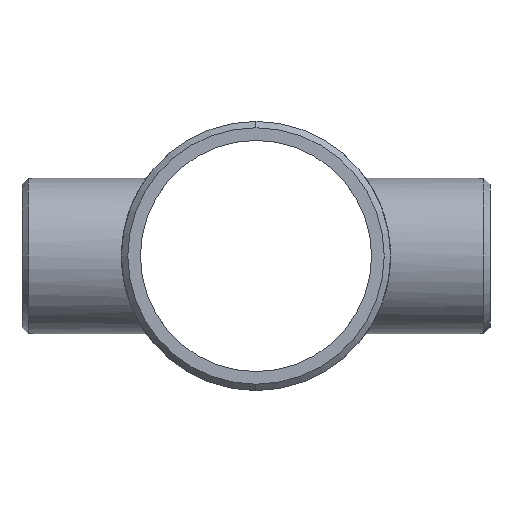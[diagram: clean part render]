
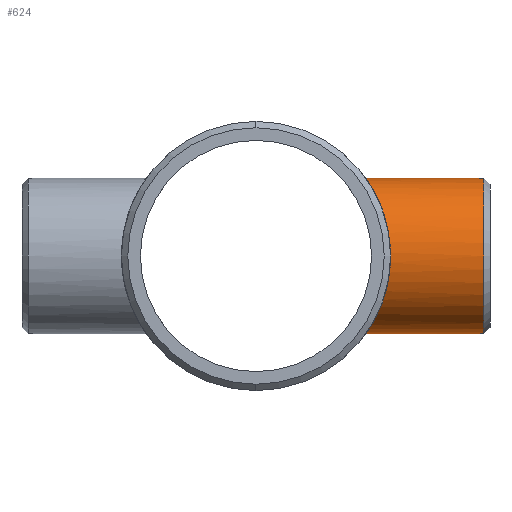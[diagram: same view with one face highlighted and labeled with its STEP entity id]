
A CAD part, left-side view. The second image highlights one B-rep face of the part: STEP entity #624.
In plain terms, the highlighted cylindrical face has radius 21.082 mm (diameter 42.164 mm), a partial arc.
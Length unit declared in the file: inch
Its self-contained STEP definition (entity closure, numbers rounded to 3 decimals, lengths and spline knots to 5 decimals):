
#3 = EDGE_LOOP ( 'NONE', ( #328, #152, #62, #860 ) ) ;
#13 = VERTEX_POINT ( 'NONE', #1172 ) ;
#24 = CARTESIAN_POINT ( 'NONE',  ( 0., -1.17367, -0.83 ) ) ;
#60 = CARTESIAN_POINT ( 'NONE',  ( -0.74368, -1.38934, -0.37257 ) ) ;
#62 = ORIENTED_EDGE ( 'NONE', *, *, #986, .T. ) ;
#63 = CARTESIAN_POINT ( 'NONE',  ( -0.82724, -1.43591, -0.06899 ) ) ;
#67 = CARTESIAN_POINT ( 'NONE',  ( -0.56728, -1.30347, -0.60646 ) ) ;
#73 = CARTESIAN_POINT ( 'NONE',  ( -0.50804, -1.27824, 0.65853 ) ) ;
#77 = LINE ( 'NONE', #1100, #884 ) ;
#113 = DIRECTION ( 'NONE',  ( 0., 1., 0. ) ) ;
#127 = CARTESIAN_POINT ( 'NONE',  ( -0.05602, -1.17469, -0.82857 ) ) ;
#142 = CARTESIAN_POINT ( 'NONE',  ( -0.82309, -1.43352, -0.11043 ) ) ;
#147 = CARTESIAN_POINT ( 'NONE',  ( -0.21916, -1.19368, -0.80102 ) ) ;
#149 = CARTESIAN_POINT ( 'NONE',  ( -0.37125, -1.23079, 0.74283 ) ) ;
#152 = ORIENTED_EDGE ( 'NONE', *, *, #403, .T. ) ;
#154 = CARTESIAN_POINT ( 'NONE',  ( -0.65655, -1.34474, -0.50848 ) ) ;
#160 = CARTESIAN_POINT ( 'NONE',  ( -0.3718, -1.23022, -0.74402 ) ) ;
#171 = LINE ( 'NONE', #437, #1119 ) ;
#202 = DIRECTION ( 'NONE',  ( 0., 1., 0. ) ) ;
#222 = DIRECTION ( 'NONE',  ( 0., 0., -1. ) ) ;
#231 = CARTESIAN_POINT ( 'NONE',  ( -0.77487, -1.40638, 0.29777 ) ) ;
#236 = CARTESIAN_POINT ( 'NONE',  ( -0.19235, -1.18903, 0.80787 ) ) ;
#239 = CARTESIAN_POINT ( 'NONE',  ( -0.76987, -1.40363, 0.31046 ) ) ;
#245 = CARTESIAN_POINT ( 'NONE',  ( -0.77513, -1.40652, -0.2971 ) ) ;
#280 = VERTEX_POINT ( 'NONE', #791 ) ;
#297 = EDGE_CURVE ( 'NONE', #280, #299, #171, .T. ) ;
#299 = VERTEX_POINT ( 'NONE', #24 ) ;
#308 = CARTESIAN_POINT ( 'NONE',  ( 0., -1.17367, 0.83 ) ) ;
#314 = DIRECTION ( 'NONE',  ( 0., 0., -1. ) ) ;
#321 = CARTESIAN_POINT ( 'NONE',  ( -0.19238, -1.18903, -0.80787 ) ) ;
#324 = CARTESIAN_POINT ( 'NONE',  ( -0.80801, -1.42491, -0.19178 ) ) ;
#328 = ORIENTED_EDGE ( 'NONE', *, *, #564, .T. ) ;
#329 = CARTESIAN_POINT ( 'NONE',  ( -0.65705, -1.34499, 0.50784 ) ) ;
#334 = CARTESIAN_POINT ( 'NONE',  ( -0.78896, -1.4142, -0.25814 ) ) ;
#341 = CARTESIAN_POINT ( 'NONE',  ( -0.54764, -1.29501, -0.62426 ) ) ;
#349 = CARTESIAN_POINT ( 'NONE',  ( -0.81895, -1.43114, -0.13774 ) ) ;
#403 = EDGE_CURVE ( 'NONE', #13, #654, #77, .T. ) ;
#420 = CARTESIAN_POINT ( 'NONE',  ( -0.71797, -1.37561, -0.41992 ) ) ;
#424 = CARTESIAN_POINT ( 'NONE',  ( -0.34703, -1.22367, 0.75445 ) ) ;
#432 = CARTESIAN_POINT ( 'NONE',  ( -0.67312, -1.35293, 0.48634 ) ) ;
#437 = CARTESIAN_POINT ( 'NONE',  ( 0., -2.5, -0.83 ) ) ;
#466 = CARTESIAN_POINT ( 'NONE',  ( -0.01402, -1.17367, 0.83 ) ) ;
#494 = CIRCLE ( 'NONE', #735, 0.83 ) ;
#499 = CARTESIAN_POINT ( 'NONE',  ( -0.74346, -1.38922, 0.37297 ) ) ;
#504 = CARTESIAN_POINT ( 'NONE',  ( -0.80099, -1.42093, 0.21926 ) ) ;
#508 = CARTESIAN_POINT ( 'NONE',  ( -0.62262, -1.32851, -0.5495 ) ) ;
#514 = CARTESIAN_POINT ( 'NONE',  ( -0.29736, -1.21052, -0.77537 ) ) ;
#564 = EDGE_CURVE ( 'NONE', #280, #13, #494, .T. ) ;
#572 = CARTESIAN_POINT ( 'NONE',  ( -0.02808, -1.17367, -0.83 ) ) ;
#577 = CARTESIAN_POINT ( 'NONE',  ( 0., -1.17367, -0.83 ) ) ;
#579 = CARTESIAN_POINT ( 'NONE',  ( -0.41841, -1.24582, 0.71732 ) ) ;
#585 = B_SPLINE_CURVE_WITH_KNOTS ( 'NONE', 3,
 ( #308, #466, #1112, #673, #1138, #953, #1040, #236, #1049, #1144, #872, #424, #149, #579, #1148, #73, #965, #764, #688, #329, #432, #685, #499, #239, #231, #681, #781, #504, #946, #1133, #697, #768, #861, #1156, #63, #142, #349, #324, #587, #334, #757, #245, #856, #60, #420, #958, #154, #508, #865, #67, #341, #776, #1055, #597, #160, #514, #750, #147, #321, #951, #834, #127, #572, #577 ),
 .UNSPECIFIED., .F., .F.,
 ( 4, 2, 2, 2, 2, 2, 2, 2, 2, 2, 2, 2, 2, 2, 2, 2, 2, 2, 2, 2, 2, 2, 2, 2, 2, 2, 2, 2, 2, 2, 2, 4 ),
 ( 0.06747, 0.06852, 0.06957, 0.07167, 0.07378, 0.07588, 0.07799, 0.08009, 0.0843, 0.0864, 0.08851, 0.09272, 0.09377, 0.09482, 0.09693, 0.10113, 0.10219, 0.10324, 0.10534, 0.10745, 0.1085, 0.10955, 0.11376, 0.11586, 0.11797, 0.12007, 0.12218, 0.12638, 0.12849, 0.13059, 0.1327, 0.1348 ),
 .UNSPECIFIED. ) ;
#587 = CARTESIAN_POINT ( 'NONE',  ( -0.8012, -1.42105, -0.2185 ) ) ;
#597 = CARTESIAN_POINT ( 'NONE',  ( -0.41857, -1.2454, -0.7187 ) ) ;
#624 = ADVANCED_FACE ( 'NONE', ( #1024 ), #835, .T. ) ;
#647 = CARTESIAN_POINT ( 'NONE',  ( 0., -1.17367, 0.83 ) ) ;
#654 = VERTEX_POINT ( 'NONE', #647 ) ;
#673 = CARTESIAN_POINT ( 'NONE',  ( -0.05598, -1.17492, 0.82823 ) ) ;
#681 = CARTESIAN_POINT ( 'NONE',  ( -0.78429, -1.4116, 0.27198 ) ) ;
#685 = CARTESIAN_POINT ( 'NONE',  ( -0.7179, -1.37558, 0.41997 ) ) ;
#688 = CARTESIAN_POINT ( 'NONE',  ( -0.62293, -1.32866, 0.54916 ) ) ;
#697 = CARTESIAN_POINT ( 'NONE',  ( -0.82994, -1.43746, 0.05695 ) ) ;
#735 = AXIS2_PLACEMENT_3D ( 'NONE', #1011, #202, #314 ) ;
#750 = CARTESIAN_POINT ( 'NONE',  ( -0.27182, -1.20446, -0.78471 ) ) ;
#757 = CARTESIAN_POINT ( 'NONE',  ( -0.78454, -1.41173, -0.27128 ) ) ;
#764 = CARTESIAN_POINT ( 'NONE',  ( -0.60503, -1.32034, 0.56881 ) ) ;
#768 = CARTESIAN_POINT ( 'NONE',  ( -0.83002, -1.43751, -0.01307 ) ) ;
#776 = CARTESIAN_POINT ( 'NONE',  ( -0.5065, -1.27816, -0.65808 ) ) ;
#781 = CARTESIAN_POINT ( 'NONE',  ( -0.78873, -1.41407, 0.25884 ) ) ;
#791 = CARTESIAN_POINT ( 'NONE',  ( 0., -2.43233, -0.83 ) ) ;
#828 = CARTESIAN_POINT ( 'NONE',  ( 0., -2.5, 0. ) ) ;
#834 = CARTESIAN_POINT ( 'NONE',  ( -0.11115, -1.1786, -0.82299 ) ) ;
#835 = CYLINDRICAL_SURFACE ( 'NONE', #1044, 0.83 ) ;
#856 = CARTESIAN_POINT ( 'NONE',  ( -0.77012, -1.40377, -0.30983 ) ) ;
#860 = ORIENTED_EDGE ( 'NONE', *, *, #297, .F. ) ;
#861 = CARTESIAN_POINT ( 'NONE',  ( -0.82967, -1.43731, -0.02717 ) ) ;
#865 = CARTESIAN_POINT ( 'NONE',  ( -0.60477, -1.32021, -0.56909 ) ) ;
#872 = CARTESIAN_POINT ( 'NONE',  ( -0.29724, -1.21049, 0.77542 ) ) ;
#884 = VECTOR ( 'NONE', #1062, 39.37008 ) ;
#946 = CARTESIAN_POINT ( 'NONE',  ( -0.80781, -1.4248, 0.19261 ) ) ;
#951 = CARTESIAN_POINT ( 'NONE',  ( -0.13842, -1.1815, -0.81884 ) ) ;
#953 = CARTESIAN_POINT ( 'NONE',  ( -0.11119, -1.17861, 0.82298 ) ) ;
#958 = CARTESIAN_POINT ( 'NONE',  ( -0.67267, -1.35271, -0.48697 ) ) ;
#965 = CARTESIAN_POINT ( 'NONE',  ( -0.54882, -1.29522, 0.6249 ) ) ;
#986 = EDGE_CURVE ( 'NONE', #654, #299, #585, .T. ) ;
#1011 = CARTESIAN_POINT ( 'NONE',  ( 0., -2.43233, 0. ) ) ;
#1024 = FACE_OUTER_BOUND ( 'NONE', #3, .T. ) ;
#1040 = CARTESIAN_POINT ( 'NONE',  ( -0.13845, -1.18151, 0.81883 ) ) ;
#1044 = AXIS2_PLACEMENT_3D ( 'NONE', #828, #1122, #222 ) ;
#1049 = CARTESIAN_POINT ( 'NONE',  ( -0.21903, -1.19366, 0.80105 ) ) ;
#1055 = CARTESIAN_POINT ( 'NONE',  ( -0.48493, -1.26974, -0.67413 ) ) ;
#1062 = DIRECTION ( 'NONE',  ( 0., 1., 0. ) ) ;
#1100 = CARTESIAN_POINT ( 'NONE',  ( 0., -2.5, 0.83 ) ) ;
#1112 = CARTESIAN_POINT ( 'NONE',  ( -0.02809, -1.17393, 0.82964 ) ) ;
#1119 = VECTOR ( 'NONE', #113, 39.37008 ) ;
#1122 = DIRECTION ( 'NONE',  ( 0., 1., 0. ) ) ;
#1133 = CARTESIAN_POINT ( 'NONE',  ( -0.82426, -1.43417, 0.11185 ) ) ;
#1138 = CARTESIAN_POINT ( 'NONE',  ( -0.06984, -1.17567, 0.82717 ) ) ;
#1144 = CARTESIAN_POINT ( 'NONE',  ( -0.27167, -1.20443, 0.78476 ) ) ;
#1148 = CARTESIAN_POINT ( 'NONE',  ( -0.44143, -1.25377, 0.70339 ) ) ;
#1156 = CARTESIAN_POINT ( 'NONE',  ( -0.82829, -1.43651, -0.0551 ) ) ;
#1172 = CARTESIAN_POINT ( 'NONE',  ( 0., -2.43233, 0.83 ) ) ;
